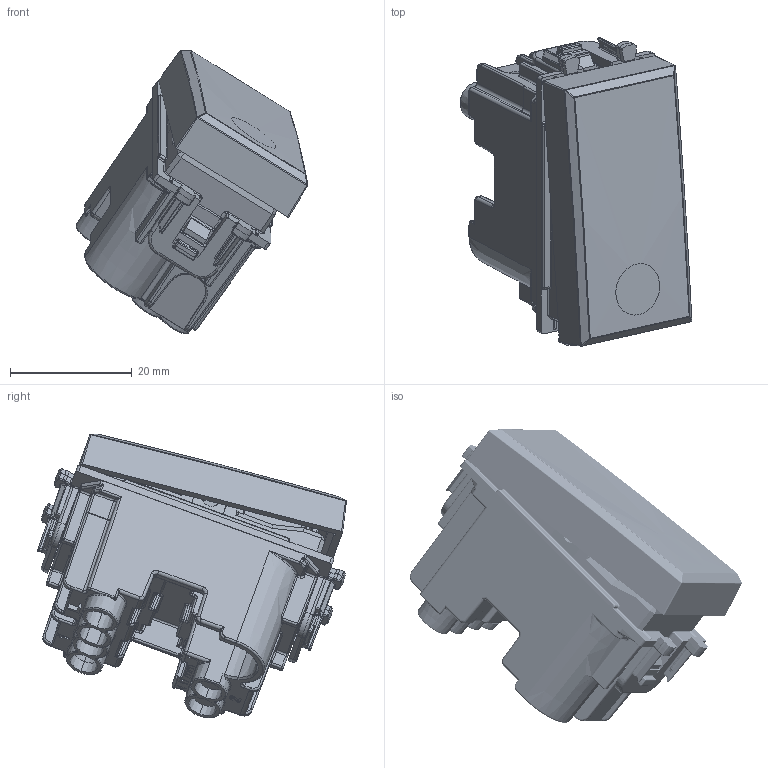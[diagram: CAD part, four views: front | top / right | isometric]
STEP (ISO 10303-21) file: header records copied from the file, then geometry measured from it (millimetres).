
FILE_DESCRIPTION(('CATIA V5 STEP Exchange'),'2;1');
FILE_NAME('443005SL.stp','2024-02-15T14:32:11+00:00',('none'),('none'),'CATIA Version 5-6 Release 2016 SP6','CATIA V5 STEP AP203','none');
FILE_SCHEMA(('CONFIG_CONTROL_DESIGN'));
Length unit declared in the file: millimetre
Products named in the file (1): 443005SL
Assembly tree (10 placements, depth 2):
  443005SL
    #57
    #54987
    #109992
    #139527
    #187612
    #190182
    #191837  x2
    #193750  x2
Bounding box: 38.16 x 50.84 x 46.7 mm (x, y, z)
Volume: 13951.8 mm3; surface area: 23086.9 mm2
Topology: 12 solids, 12 shells, 5446 faces, 14152 edges, 8510 vertices
Faces by surface type: cylinder 2378, plane 1902, bspline 631, sphere 214, cone 192, torus 89, extrusion 36, revolution 4
Entity records: 194587 total; most frequent: CARTESIAN_POINT 86867, ORIENTED_EDGE 27342, DIRECTION 13756, EDGE_CURVE 13671, VERTEX_POINT 8364, VECTOR 6255, LINE 6219, B_SPLINE_CURVE_WITH_KNOTS 5815
